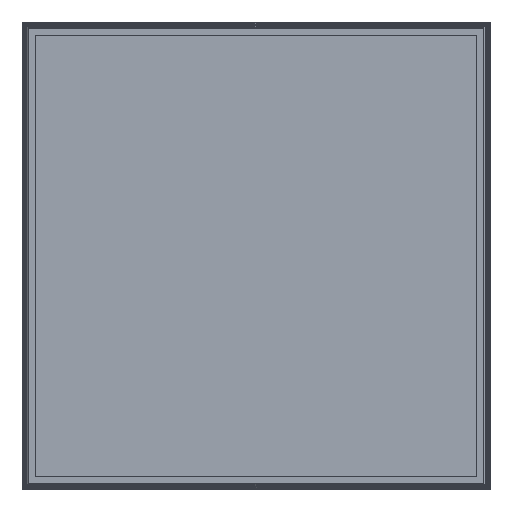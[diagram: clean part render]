
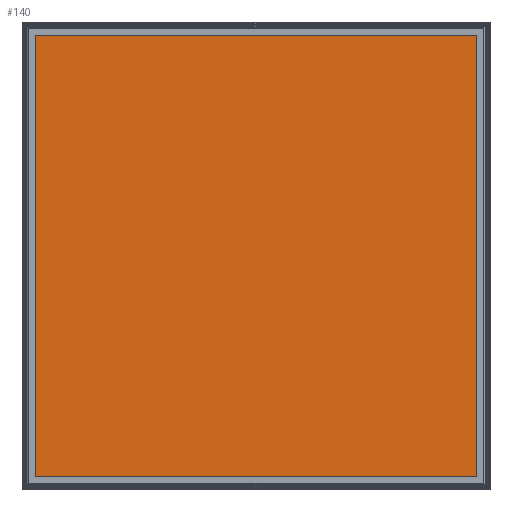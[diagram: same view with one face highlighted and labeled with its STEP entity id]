
A CAD part, top view. The second image highlights one B-rep face of the part: STEP entity #140.
In plain terms, the highlighted planar face has unit normal (0, 0, 1).
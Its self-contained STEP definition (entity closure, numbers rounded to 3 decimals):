
#140=ADVANCED_FACE('',(#249),#195,.T.);
#195=PLANE('',#1107);
#249=FACE_OUTER_BOUND('',#319,.T.);
#319=EDGE_LOOP('',(#558,#559,#560,#561));
#558=ORIENTED_EDGE('',*,*,#804,.T.);
#559=ORIENTED_EDGE('',*,*,#805,.T.);
#560=ORIENTED_EDGE('',*,*,#806,.T.);
#561=ORIENTED_EDGE('',*,*,#807,.T.);
#676=VERTEX_POINT('',#1815);
#677=VERTEX_POINT('',#1816);
#678=VERTEX_POINT('',#1818);
#679=VERTEX_POINT('',#1820);
#804=EDGE_CURVE('',#676,#677,#918,.T.);
#805=EDGE_CURVE('',#677,#678,#919,.T.);
#806=EDGE_CURVE('',#678,#679,#920,.T.);
#807=EDGE_CURVE('',#679,#676,#921,.T.);
#918=LINE('',#1814,#1038);
#919=LINE('',#1817,#1039);
#920=LINE('',#1819,#1040);
#921=LINE('',#1821,#1041);
#1038=VECTOR('',#1315,1.);
#1039=VECTOR('',#1316,1.);
#1040=VECTOR('',#1317,1.);
#1041=VECTOR('',#1318,1.);
#1107=AXIS2_PLACEMENT_3D('',#1822,#1319,#1320);
#1315=DIRECTION('',(0.,-1.,0.));
#1316=DIRECTION('',(1.,0.,0.));
#1317=DIRECTION('',(0.,1.,0.));
#1318=DIRECTION('',(-1.,0.,0.));
#1319=DIRECTION('',(0.,0.,1.));
#1320=DIRECTION('',(-1.,0.,0.));
#1814=CARTESIAN_POINT('',(-19.8,19.8,17.7));
#1815=CARTESIAN_POINT('',(-19.8,19.8,17.7));
#1816=CARTESIAN_POINT('',(-19.8,-19.8,17.7));
#1817=CARTESIAN_POINT('',(-19.8,-19.8,17.7));
#1818=CARTESIAN_POINT('',(19.8,-19.8,17.7));
#1819=CARTESIAN_POINT('',(19.8,-19.8,17.7));
#1820=CARTESIAN_POINT('',(19.8,19.8,17.7));
#1821=CARTESIAN_POINT('',(19.8,19.8,17.7));
#1822=CARTESIAN_POINT('',(0.,0.,17.7));
